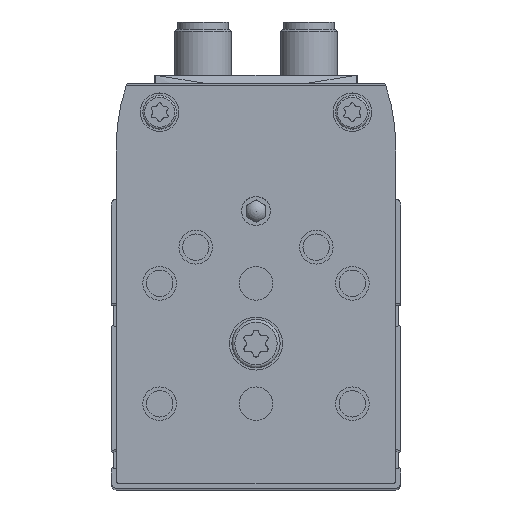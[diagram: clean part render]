
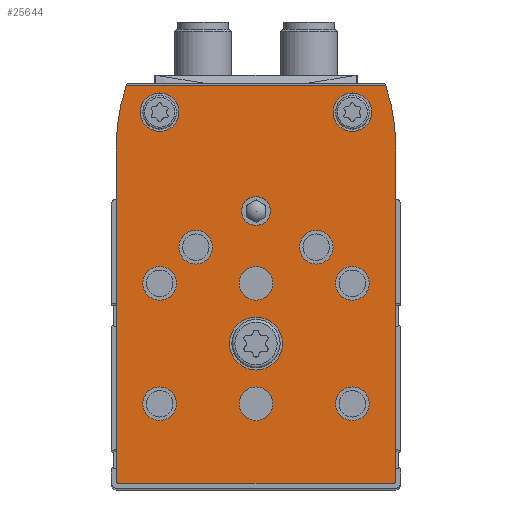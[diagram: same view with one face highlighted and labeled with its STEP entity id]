
A CAD part, top view. The second image highlights one B-rep face of the part: STEP entity #25644.
In plain terms, the highlighted planar face has unit normal (0, 0, 1).
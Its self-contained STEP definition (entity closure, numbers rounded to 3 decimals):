
#1307=CIRCLE('',#27256,39.);
#1309=CIRCLE('',#27260,0.5);
#1311=CIRCLE('',#27264,0.5);
#1313=CIRCLE('',#27268,39.);
#1314=CIRCLE('',#27271,4.);
#1315=CIRCLE('',#27272,4.);
#1316=CIRCLE('',#27273,3.5);
#1317=CIRCLE('',#27274,3.5);
#1318=CIRCLE('',#27275,5.5);
#1319=CIRCLE('',#27276,3.5);
#1320=CIRCLE('',#27277,3.5);
#1321=CIRCLE('',#27278,3.5);
#1322=CIRCLE('',#27279,3.5);
#1323=CIRCLE('',#27280,3.5);
#1324=CIRCLE('',#27281,3.5);
#1325=CIRCLE('',#27282,3.);
#3519=ORIENTED_EDGE('',*,*,#8761,.T.);
#3520=ORIENTED_EDGE('',*,*,#8762,.T.);
#3521=ORIENTED_EDGE('',*,*,#8763,.F.);
#3522=ORIENTED_EDGE('',*,*,#8764,.F.);
#3523=ORIENTED_EDGE('',*,*,#8765,.T.);
#3524=ORIENTED_EDGE('',*,*,#8766,.T.);
#3525=ORIENTED_EDGE('',*,*,#8767,.T.);
#3526=ORIENTED_EDGE('',*,*,#8768,.T.);
#3527=ORIENTED_EDGE('',*,*,#8769,.T.);
#3528=ORIENTED_EDGE('',*,*,#8770,.T.);
#3529=ORIENTED_EDGE('',*,*,#8771,.T.);
#3530=ORIENTED_EDGE('',*,*,#8772,.F.);
#3531=ORIENTED_EDGE('',*,*,#8737,.T.);
#3532=ORIENTED_EDGE('',*,*,#8741,.T.);
#3533=ORIENTED_EDGE('',*,*,#8744,.T.);
#3534=ORIENTED_EDGE('',*,*,#8747,.T.);
#3535=ORIENTED_EDGE('',*,*,#8750,.T.);
#3536=ORIENTED_EDGE('',*,*,#8753,.T.);
#3537=ORIENTED_EDGE('',*,*,#8756,.T.);
#3538=ORIENTED_EDGE('',*,*,#8760,.T.);
#8737=EDGE_CURVE('',#11484,#11483,#1307,.T.);
#8741=EDGE_CURVE('',#11483,#11486,#13391,.T.);
#8744=EDGE_CURVE('',#11486,#11488,#1309,.T.);
#8747=EDGE_CURVE('',#11488,#11490,#13395,.T.);
#8750=EDGE_CURVE('',#11490,#11492,#1311,.T.);
#8753=EDGE_CURVE('',#11492,#11494,#13399,.T.);
#8756=EDGE_CURVE('',#11494,#11496,#1313,.T.);
#8760=EDGE_CURVE('',#11496,#11484,#13404,.T.);
#8761=EDGE_CURVE('',#11497,#11497,#1314,.T.);
#8762=EDGE_CURVE('',#11498,#11498,#1315,.T.);
#8763=EDGE_CURVE('',#11499,#11499,#1316,.T.);
#8764=EDGE_CURVE('',#11500,#11500,#1317,.T.);
#8765=EDGE_CURVE('',#11501,#11501,#1318,.T.);
#8766=EDGE_CURVE('',#11502,#11502,#1319,.T.);
#8767=EDGE_CURVE('',#11503,#11503,#1320,.T.);
#8768=EDGE_CURVE('',#11504,#11504,#1321,.T.);
#8769=EDGE_CURVE('',#11505,#11505,#1322,.T.);
#8770=EDGE_CURVE('',#11506,#11506,#1323,.T.);
#8771=EDGE_CURVE('',#11507,#11507,#1324,.T.);
#8772=EDGE_CURVE('',#11508,#11508,#1325,.T.);
#11483=VERTEX_POINT('',#37409);
#11484=VERTEX_POINT('',#37411);
#11486=VERTEX_POINT('',#37417);
#11488=VERTEX_POINT('',#37423);
#11490=VERTEX_POINT('',#37429);
#11492=VERTEX_POINT('',#37435);
#11494=VERTEX_POINT('',#37441);
#11496=VERTEX_POINT('',#37447);
#11497=VERTEX_POINT('',#37456);
#11498=VERTEX_POINT('',#37458);
#11499=VERTEX_POINT('',#37460);
#11500=VERTEX_POINT('',#37462);
#11501=VERTEX_POINT('',#37464);
#11502=VERTEX_POINT('',#37466);
#11503=VERTEX_POINT('',#37468);
#11504=VERTEX_POINT('',#37470);
#11505=VERTEX_POINT('',#37472);
#11506=VERTEX_POINT('',#37474);
#11507=VERTEX_POINT('',#37476);
#11508=VERTEX_POINT('',#37478);
#13391=LINE('',#37418,#14909);
#13395=LINE('',#37430,#14913);
#13399=LINE('',#37442,#14917);
#13404=LINE('',#37453,#14922);
#14909=VECTOR('',#30729,1000.);
#14913=VECTOR('',#30741,1000.);
#14917=VECTOR('',#30753,1000.);
#14922=VECTOR('',#30766,1000.);
#16448=EDGE_LOOP('',(#3519));
#16449=EDGE_LOOP('',(#3520));
#16450=EDGE_LOOP('',(#3521));
#16451=EDGE_LOOP('',(#3522));
#16452=EDGE_LOOP('',(#3523));
#16453=EDGE_LOOP('',(#3524));
#16454=EDGE_LOOP('',(#3525));
#16455=EDGE_LOOP('',(#3526));
#16456=EDGE_LOOP('',(#3527));
#16457=EDGE_LOOP('',(#3528));
#16458=EDGE_LOOP('',(#3529));
#16459=EDGE_LOOP('',(#3530));
#16460=EDGE_LOOP('',(#3531,#3532,#3533,#3534,#3535,#3536,#3537,#3538));
#18190=FACE_BOUND('',#16448,.T.);
#18191=FACE_BOUND('',#16449,.T.);
#18192=FACE_BOUND('',#16450,.T.);
#18193=FACE_BOUND('',#16451,.T.);
#18194=FACE_BOUND('',#16452,.T.);
#18195=FACE_BOUND('',#16453,.T.);
#18196=FACE_BOUND('',#16454,.T.);
#18197=FACE_BOUND('',#16455,.T.);
#18198=FACE_BOUND('',#16456,.T.);
#18199=FACE_BOUND('',#16457,.T.);
#18200=FACE_BOUND('',#16458,.T.);
#18201=FACE_BOUND('',#16459,.T.);
#18202=FACE_BOUND('',#16460,.T.);
#19682=PLANE('',#27270);
#25644=ADVANCED_FACE('',(#18190,#18191,#18192,#18193,#18194,#18195,#18196,
#18197,#18198,#18199,#18200,#18201,#18202),#19682,.T.);
#27256=AXIS2_PLACEMENT_3D('',#37410,#30722,#30723);
#27260=AXIS2_PLACEMENT_3D('',#37424,#30735,#30736);
#27264=AXIS2_PLACEMENT_3D('',#37436,#30747,#30748);
#27268=AXIS2_PLACEMENT_3D('',#37448,#30759,#30760);
#27270=AXIS2_PLACEMENT_3D('',#37454,#30767,#30768);
#27271=AXIS2_PLACEMENT_3D('',#37455,#30769,#30770);
#27272=AXIS2_PLACEMENT_3D('',#37457,#30771,#30772);
#27273=AXIS2_PLACEMENT_3D('',#37459,#30773,#30774);
#27274=AXIS2_PLACEMENT_3D('',#37461,#30775,#30776);
#27275=AXIS2_PLACEMENT_3D('',#37463,#30777,#30778);
#27276=AXIS2_PLACEMENT_3D('',#37465,#30779,#30780);
#27277=AXIS2_PLACEMENT_3D('',#37467,#30781,#30782);
#27278=AXIS2_PLACEMENT_3D('',#37469,#30783,#30784);
#27279=AXIS2_PLACEMENT_3D('',#37471,#30785,#30786);
#27280=AXIS2_PLACEMENT_3D('',#37473,#30787,#30788);
#27281=AXIS2_PLACEMENT_3D('',#37475,#30789,#30790);
#27282=AXIS2_PLACEMENT_3D('',#37477,#30791,#30792);
#30722=DIRECTION('',(0.,0.,1.));
#30723=DIRECTION('',(1.,0.,0.));
#30729=DIRECTION('',(0.,-1.,0.));
#30735=DIRECTION('',(0.,0.,1.));
#30736=DIRECTION('',(1.,0.,0.));
#30741=DIRECTION('',(1.,0.,0.));
#30747=DIRECTION('',(0.,0.,1.));
#30748=DIRECTION('',(1.,0.,0.));
#30753=DIRECTION('',(0.,1.,0.));
#30759=DIRECTION('',(0.,0.,1.));
#30760=DIRECTION('',(1.,0.,0.));
#30766=DIRECTION('',(-1.,0.,0.));
#30767=DIRECTION('',(0.,0.,1.));
#30768=DIRECTION('',(1.,0.,0.));
#30769=DIRECTION('',(0.,0.,-1.));
#30770=DIRECTION('',(-1.,0.,0.));
#30771=DIRECTION('',(0.,0.,-1.));
#30772=DIRECTION('',(-1.,0.,0.));
#30773=DIRECTION('',(0.,0.,1.));
#30774=DIRECTION('',(1.,0.,0.));
#30775=DIRECTION('',(0.,0.,1.));
#30776=DIRECTION('',(1.,0.,0.));
#30777=DIRECTION('',(0.,0.,-1.));
#30778=DIRECTION('',(-1.,0.,0.));
#30779=DIRECTION('',(0.,0.,-1.));
#30780=DIRECTION('',(-1.,0.,0.));
#30781=DIRECTION('',(0.,0.,-1.));
#30782=DIRECTION('',(-1.,0.,0.));
#30783=DIRECTION('',(0.,0.,-1.));
#30784=DIRECTION('',(-1.,0.,0.));
#30785=DIRECTION('',(0.,0.,-1.));
#30786=DIRECTION('',(-1.,0.,0.));
#30787=DIRECTION('',(0.,0.,-1.));
#30788=DIRECTION('',(-1.,0.,0.));
#30789=DIRECTION('',(0.,0.,-1.));
#30790=DIRECTION('',(-1.,0.,0.));
#30791=DIRECTION('',(0.,0.,1.));
#30792=DIRECTION('',(1.,0.,0.));
#37409=CARTESIAN_POINT('',(-29.,41.,12.));
#37410=CARTESIAN_POINT('',(10.,41.,12.));
#37411=CARTESIAN_POINT('',(-26.943,53.5,12.));
#37417=CARTESIAN_POINT('',(-29.,-28.5,12.));
#37418=CARTESIAN_POINT('',(-29.,41.,12.));
#37423=CARTESIAN_POINT('',(-28.5,-29.,12.));
#37424=CARTESIAN_POINT('',(-28.5,-28.5,12.));
#37429=CARTESIAN_POINT('',(28.5,-29.,12.));
#37430=CARTESIAN_POINT('',(-28.5,-29.,12.));
#37435=CARTESIAN_POINT('',(29.,-28.5,12.));
#37436=CARTESIAN_POINT('',(28.5,-28.5,12.));
#37441=CARTESIAN_POINT('',(29.,41.,12.));
#37442=CARTESIAN_POINT('',(29.,-28.5,12.));
#37447=CARTESIAN_POINT('',(26.943,53.5,12.));
#37448=CARTESIAN_POINT('',(-10.,41.,12.));
#37453=CARTESIAN_POINT('',(26.943,53.5,12.));
#37454=CARTESIAN_POINT('',(10.,41.,12.));
#37455=CARTESIAN_POINT('',(20.,48.,12.));
#37456=CARTESIAN_POINT('',(16.,48.,12.));
#37457=CARTESIAN_POINT('',(-20.,48.,12.));
#37458=CARTESIAN_POINT('',(-24.,48.,12.));
#37459=CARTESIAN_POINT('',(0.,-12.5,12.));
#37460=CARTESIAN_POINT('',(3.5,-12.5,12.));
#37461=CARTESIAN_POINT('',(0.,12.5,12.));
#37462=CARTESIAN_POINT('',(3.5,12.5,12.));
#37463=CARTESIAN_POINT('',(0.,0.,12.));
#37464=CARTESIAN_POINT('',(-5.5,0.,12.));
#37465=CARTESIAN_POINT('',(-20.,12.5,12.));
#37466=CARTESIAN_POINT('',(-23.5,12.5,12.));
#37467=CARTESIAN_POINT('',(-20.,-12.5,12.));
#37468=CARTESIAN_POINT('',(-23.5,-12.5,12.));
#37469=CARTESIAN_POINT('',(-12.5,20.,12.));
#37470=CARTESIAN_POINT('',(-16.,20.,12.));
#37471=CARTESIAN_POINT('',(12.5,20.,12.));
#37472=CARTESIAN_POINT('',(9.,20.,12.));
#37473=CARTESIAN_POINT('',(20.,-12.5,12.));
#37474=CARTESIAN_POINT('',(16.5,-12.5,12.));
#37475=CARTESIAN_POINT('',(20.,12.5,12.));
#37476=CARTESIAN_POINT('',(16.5,12.5,12.));
#37477=CARTESIAN_POINT('',(0.,27.5,12.));
#37478=CARTESIAN_POINT('',(3.,27.5,12.));
